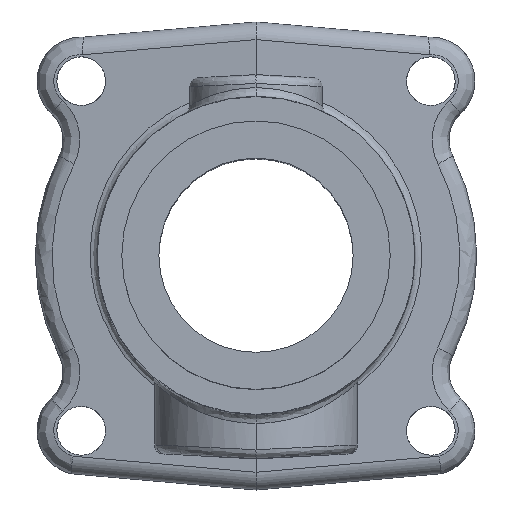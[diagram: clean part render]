
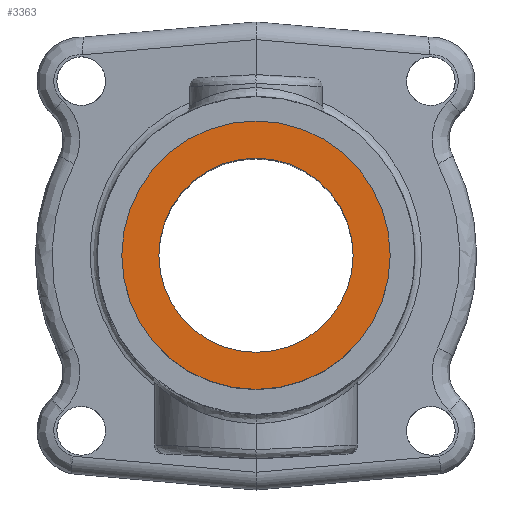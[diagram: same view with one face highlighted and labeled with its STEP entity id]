
A CAD part, top view. The second image highlights one B-rep face of the part: STEP entity #3363.
In plain terms, the highlighted planar face has unit normal (0, 0, 1).
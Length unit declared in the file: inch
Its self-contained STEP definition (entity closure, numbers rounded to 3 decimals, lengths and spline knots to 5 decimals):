
#557=CARTESIAN_POINT('',(0.,0.,3.4675));
#558=DIRECTION('',(0.,0.,1.));
#559=DIRECTION('',(0.,1.,0.));
#560=AXIS2_PLACEMENT_3D('',#557,#558,#559);
#562=CARTESIAN_POINT('',(0.,0.,3.4675));
#563=DIRECTION('',(0.,0.,1.));
#564=DIRECTION('',(0.,-1.,0.));
#565=AXIS2_PLACEMENT_3D('',#562,#563,#564);
#567=CARTESIAN_POINT('',(0.,0.,3.4675));
#568=DIRECTION('',(0.,0.,-1.));
#569=DIRECTION('',(0.,1.,0.));
#570=AXIS2_PLACEMENT_3D('',#567,#568,#569);
#572=CARTESIAN_POINT('',(0.,0.,3.4675));
#573=DIRECTION('',(0.,0.,-1.));
#574=DIRECTION('',(0.,-1.,0.));
#575=AXIS2_PLACEMENT_3D('',#572,#573,#574);
#2398=CARTESIAN_POINT('',(0.,0.95,3.4675));
#2399=CARTESIAN_POINT('',(0.,-0.95,3.4675));
#2400=VERTEX_POINT('',#2398);
#2401=VERTEX_POINT('',#2399);
#2410=CARTESIAN_POINT('',(0.,0.6875,3.4675));
#2411=CARTESIAN_POINT('',(0.,-0.6875,3.4675));
#2412=VERTEX_POINT('',#2410);
#2413=VERTEX_POINT('',#2411);
#3348=CARTESIAN_POINT('',(1.875,-1.62962,3.4675));
#3349=DIRECTION('',(0.,0.,-1.));
#3350=DIRECTION('',(0.,1.,0.));
#3351=AXIS2_PLACEMENT_3D('',#3348,#3349,#3350);
#3352=PLANE('',#3351);
#3353=ORIENTED_EDGE('',*,*,#3328,.F.);
#3354=ORIENTED_EDGE('',*,*,#3342,.F.);
#3355=EDGE_LOOP('',(#3353,#3354));
#3356=FACE_OUTER_BOUND('',#3355,.F.);
#3358=ORIENTED_EDGE('',*,*,#3357,.F.);
#3360=ORIENTED_EDGE('',*,*,#3359,.F.);
#3361=EDGE_LOOP('',(#3358,#3360));
#3362=FACE_BOUND('',#3361,.F.);
#561=CIRCLE('',#560,0.95);
#566=CIRCLE('',#565,0.95);
#571=CIRCLE('',#570,0.6875);
#576=CIRCLE('',#575,0.6875);
#3328=EDGE_CURVE('',#2400,#2401,#561,.T.);
#3342=EDGE_CURVE('',#2401,#2400,#566,.T.);
#3357=EDGE_CURVE('',#2412,#2413,#571,.T.);
#3359=EDGE_CURVE('',#2413,#2412,#576,.T.);
#3363=ADVANCED_FACE('',(#3356,#3362),#3352,.F.);
